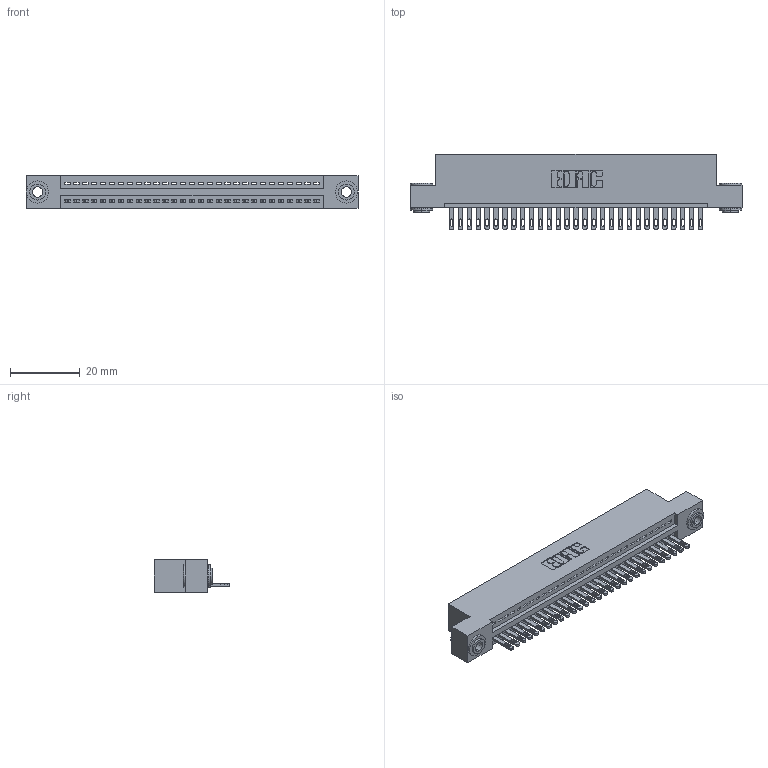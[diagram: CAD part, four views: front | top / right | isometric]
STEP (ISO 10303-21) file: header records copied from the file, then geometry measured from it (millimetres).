
FILE_DESCRIPTION (( 'STEP AP203' ), '1' );
FILE_NAME ('345-029-500-103.STEP', '2018-08-23T00:22:24', ( '' ), ( '' ), 'SwSTEP 2.0', 'SolidWorks 2016', '' );
FILE_SCHEMA (( 'CONFIG_CONTROL_DESIGN' ));
Length unit declared in the file: inch
Products named in the file (4): 345-250-002_345-250-002-102; 345-029-500-103; 345 Part_Flush Mounting Lugs - 0.156 Dia-TH; 345-292-001_345-293-100
Assembly tree (32 placements, depth 2):
  345-029-500-103
    345 Part_Flush Mounting Lugs - 0.156 Dia-TH
    345-292-001_345-293-100  x29
    345-250-002_345-250-002-102  x2
Bounding box: 94.87 x 21.51 x 9.4 mm (x, y, z)
Volume: 8941.6 mm3; surface area: 11985.5 mm2
Topology: 32 solids, 32 shells, 1730 faces, 5289 edges, 3522 vertices
Faces by surface type: plane 1076, cylinder 646, cone 8
Entity records: 24156 total; most frequent: CARTESIAN_POINT 4162, ORIENTED_EDGE 4118, DIRECTION 3687, EDGE_CURVE 2059, LINE 1783, VECTOR 1783, VERTEX_POINT 1370, AXIS2_PLACEMENT_3D 952
